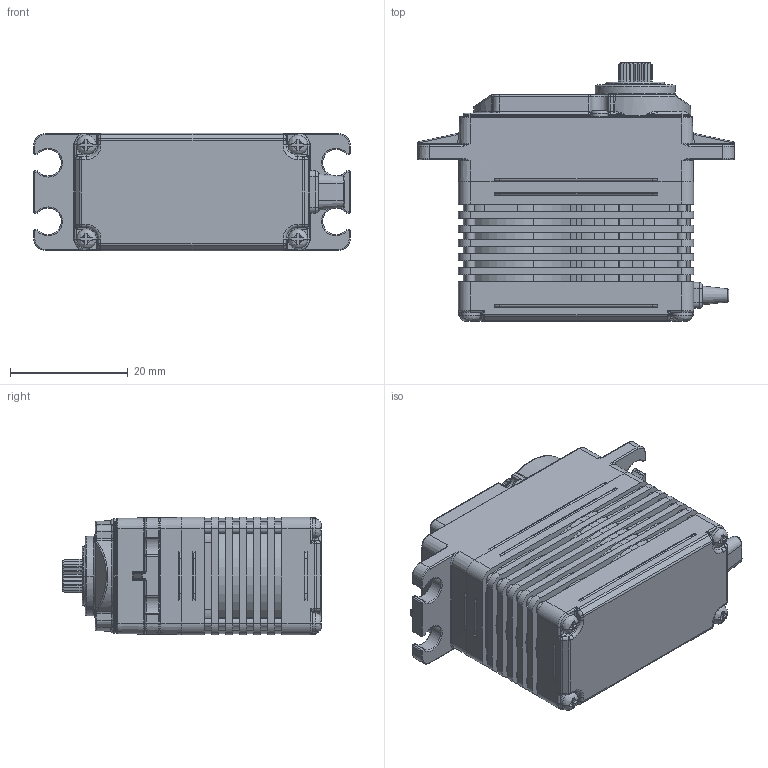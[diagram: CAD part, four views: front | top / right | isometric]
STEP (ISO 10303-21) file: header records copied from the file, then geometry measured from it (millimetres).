
FILE_DESCRIPTION((''),'2;1');
FILE_NAME('HS-7950TH_ASM','2017-08-30T',('servo-csw'),(''),'CREO PARAMETRIC BY PTC INC, 2014440','CREO PARAMETRIC BY PTC INC, 2014440','');
FILE_SCHEMA(('CONFIG_CONTROL_DESIGN'));
Products named in the file (2): HS-7950TH_1; HS-7950TH_ASM
Assembly tree (1 placements, depth 2):
  HS-7950TH_ASM
    HS-7950TH_1
Bounding box: 53.86 x 44 x 20 mm (x, y, z)
Volume: 28450 mm3; surface area: 13152 mm2
Topology: 1 solids, 6 shells, 1748 faces, 4529 edges, 2799 vertices
Faces by surface type: cylinder 804, plane 474, torus 178, bspline 169, sphere 68, cone 55
Entity records: 79028 total; most frequent: CARTESIAN_POINT 28290, ORIENTED_EDGE 9058, DIRECTION 7981, EDGE_CURVE 4529, AXIS2_PLACEMENT_3D 3014, VERTEX_POINT 2799, VECTOR 1953, LINE 1953
